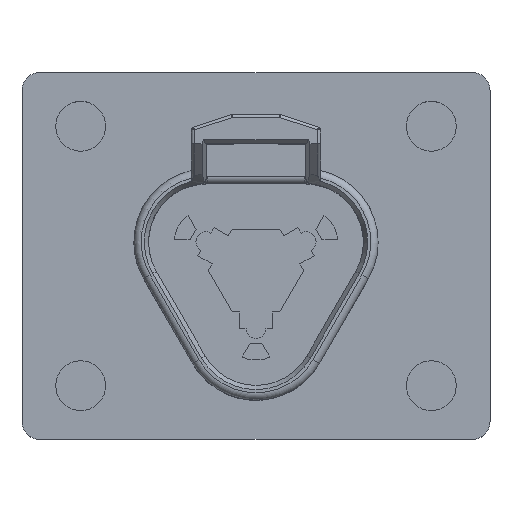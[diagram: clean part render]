
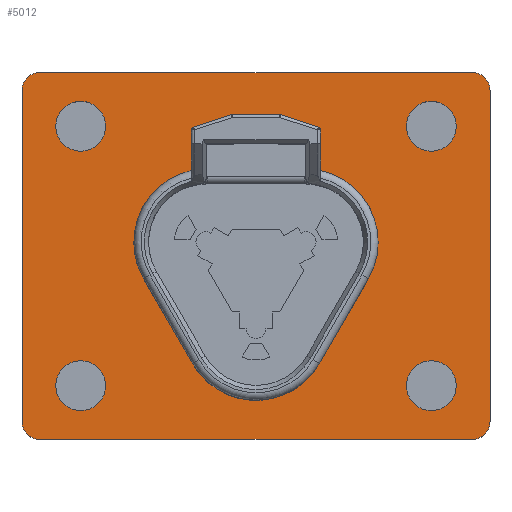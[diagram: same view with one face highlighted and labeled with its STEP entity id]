
A CAD part, top view. The second image highlights one B-rep face of the part: STEP entity #5012.
In plain terms, the highlighted planar face has unit normal (0, 0, 1).
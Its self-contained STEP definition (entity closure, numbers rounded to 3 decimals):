
#1109=DIRECTION('',(-0.5,-0.866,0.));
#1110=VECTOR('',#1109,8.474);
#1111=CARTESIAN_POINT('',(9.174,-0.404,-17.399));
#1112=LINE('',#1111,#1110);
#1118=CARTESIAN_POINT('',(18.733,15.622,-17.399));
#1119=DIRECTION('',(0.,0.,-1.));
#1120=DIRECTION('',(0.,1.,0.));
#1121=AXIS2_PLACEMENT_3D('',#1118,#1119,#1120);
#1123=DIRECTION('',(0.,-1.,0.));
#1124=VECTOR('',#1123,28.702);
#1125=CARTESIAN_POINT('',(20.257,15.622,-17.399));
#1126=LINE('',#1125,#1124);
#1127=CARTESIAN_POINT('',(18.733,-13.08,-17.399));
#1128=DIRECTION('',(0.,0.,-1.));
#1129=DIRECTION('',(1.,0.,0.));
#1130=AXIS2_PLACEMENT_3D('',#1127,#1128,#1129);
#1132=DIRECTION('',(-1.,0.,0.));
#1133=VECTOR('',#1132,37.465);
#1134=CARTESIAN_POINT('',(18.733,-14.604,-17.399));
#1135=LINE('',#1134,#1133);
#1136=CARTESIAN_POINT('',(-18.733,-13.08,-17.399));
#1137=DIRECTION('',(0.,0.,-1.));
#1138=DIRECTION('',(0.,-1.,0.));
#1139=AXIS2_PLACEMENT_3D('',#1136,#1137,#1138);
#1141=DIRECTION('',(0.,1.,0.));
#1142=VECTOR('',#1141,28.702);
#1143=CARTESIAN_POINT('',(-20.257,-13.08,-17.399));
#1144=LINE('',#1143,#1142);
#1145=CARTESIAN_POINT('',(-18.733,15.622,-17.399));
#1146=DIRECTION('',(0.,0.,-1.));
#1147=DIRECTION('',(-1.,0.,0.));
#1148=AXIS2_PLACEMENT_3D('',#1145,#1146,#1147);
#1150=DIRECTION('',(1.,0.,0.));
#1151=VECTOR('',#1150,37.465);
#1152=CARTESIAN_POINT('',(-18.733,17.146,-17.399));
#1153=LINE('',#1152,#1151);
#1154=CARTESIAN_POINT('',(-15.177,12.498,-17.399));
#1155=DIRECTION('',(0.,0.,1.));
#1156=DIRECTION('',(1.,0.,0.));
#1157=AXIS2_PLACEMENT_3D('',#1154,#1155,#1156);
#1159=CARTESIAN_POINT('',(-15.177,12.498,-17.399));
#1160=DIRECTION('',(0.,0.,1.));
#1161=DIRECTION('',(-1.,0.,0.));
#1162=AXIS2_PLACEMENT_3D('',#1159,#1160,#1161);
#1164=CARTESIAN_POINT('',(-15.177,-9.956,-17.399));
#1165=DIRECTION('',(0.,0.,1.));
#1166=DIRECTION('',(1.,0.,0.));
#1167=AXIS2_PLACEMENT_3D('',#1164,#1165,#1166);
#1169=CARTESIAN_POINT('',(-15.177,-9.956,-17.399));
#1170=DIRECTION('',(0.,0.,1.));
#1171=DIRECTION('',(-1.,0.,0.));
#1172=AXIS2_PLACEMENT_3D('',#1169,#1170,#1171);
#1174=CARTESIAN_POINT('',(15.177,-9.956,-17.399));
#1175=DIRECTION('',(0.,0.,1.));
#1176=DIRECTION('',(-1.,0.,0.));
#1177=AXIS2_PLACEMENT_3D('',#1174,#1175,#1176);
#1179=CARTESIAN_POINT('',(15.177,-9.956,-17.399));
#1180=DIRECTION('',(0.,0.,1.));
#1181=DIRECTION('',(1.,0.,0.));
#1182=AXIS2_PLACEMENT_3D('',#1179,#1180,#1181);
#1184=CARTESIAN_POINT('',(15.177,12.498,-17.399));
#1185=DIRECTION('',(0.,0.,1.));
#1186=DIRECTION('',(-1.,0.,0.));
#1187=AXIS2_PLACEMENT_3D('',#1184,#1185,#1186);
#1189=CARTESIAN_POINT('',(15.177,12.498,-17.399));
#1190=DIRECTION('',(0.,0.,1.));
#1191=DIRECTION('',(1.,0.,0.));
#1192=AXIS2_PLACEMENT_3D('',#1189,#1190,#1191);
#1302=DIRECTION('',(0.5,-0.866,0.));
#1303=VECTOR('',#1302,8.474);
#1304=CARTESIAN_POINT('',(-9.724,-0.722,-17.399));
#1305=LINE('',#1304,#1303);
#1396=CARTESIAN_POINT('',(-4.234,2.445,-17.399));
#1397=DIRECTION('',(0.,0.,1.));
#1398=DIRECTION('',(-0.981,-0.192,0.));
#1399=AXIS2_PLACEMENT_3D('',#1396,#1397,#1398);
#1401=DIRECTION('',(-0.866,-0.5,0.));
#1402=VECTOR('',#1401,0.038);
#1403=CARTESIAN_POINT('',(-10.421,1.249,-17.399));
#1404=LINE('',#1403,#1402);
#1414=DIRECTION('',(-0.966,0.259,0.));
#1415=VECTOR('',#1414,0.674);
#1416=CARTESIAN_POINT('',(-9.769,1.074,-17.399));
#1417=LINE('',#1416,#1415);
#1439=CARTESIAN_POINT('',(-4.234,2.445,-17.399));
#1440=DIRECTION('',(0.,0.,1.));
#1441=DIRECTION('',(0.,1.,0.));
#1442=AXIS2_PLACEMENT_3D('',#1439,#1440,#1441);
#1458=DIRECTION('',(1.,0.,0.));
#1459=VECTOR('',#1458,8.468);
#1460=CARTESIAN_POINT('',(-4.234,8.147,-17.399));
#1461=LINE('',#1460,#1459);
#1467=CARTESIAN_POINT('',(4.234,2.445,-17.399));
#1468=DIRECTION('',(0.,0.,1.));
#1469=DIRECTION('',(0.866,-0.5,0.));
#1470=AXIS2_PLACEMENT_3D('',#1467,#1468,#1469);
#1719=DIRECTION('',(0.866,0.5,0.));
#1720=VECTOR('',#1719,0.042);
#1721=CARTESIAN_POINT('',(-4.175,-9.663,-17.399));
#1722=LINE('',#1721,#1720);
#1748=CARTESIAN_POINT('',(0.,-4.896,-17.399));
#1749=DIRECTION('',(0.,0.,1.));
#1750=DIRECTION('',(-0.866,-0.5,0.));
#1751=AXIS2_PLACEMENT_3D('',#1748,#1749,#1750);
#1767=CARTESIAN_POINT('',(0.,-4.896,-17.399));
#1768=DIRECTION('',(0.,0.,1.));
#1769=DIRECTION('',(-0.695,-0.719,0.));
#1770=AXIS2_PLACEMENT_3D('',#1767,#1768,#1769);
#1791=DIRECTION('',(0.259,0.966,0.));
#1792=VECTOR('',#1791,0.671);
#1793=CARTESIAN_POINT('',(-4.138,-9.642,-17.399));
#1794=LINE('',#1793,#1792);
#3237=CARTESIAN_POINT('',(18.733,17.146,-17.399));
#3238=CARTESIAN_POINT('',(20.257,15.622,-17.399));
#3239=VERTEX_POINT('',#3237);
#3240=VERTEX_POINT('',#3238);
#3241=CARTESIAN_POINT('',(20.257,-13.08,-17.399));
#3242=VERTEX_POINT('',#3241);
#3243=CARTESIAN_POINT('',(18.733,-14.604,-17.399));
#3244=VERTEX_POINT('',#3243);
#3245=CARTESIAN_POINT('',(-18.733,-14.604,-17.399));
#3246=VERTEX_POINT('',#3245);
#3247=CARTESIAN_POINT('',(-20.257,-13.08,-17.399));
#3248=VERTEX_POINT('',#3247);
#3249=CARTESIAN_POINT('',(-20.257,15.622,-17.399));
#3250=VERTEX_POINT('',#3249);
#3251=CARTESIAN_POINT('',(-18.733,17.146,-17.399));
#3252=VERTEX_POINT('',#3251);
#3269=CARTESIAN_POINT('',(-9.724,-0.722,-17.399));
#3270=CARTESIAN_POINT('',(-5.49,-8.062,-17.399));
#3271=VERTEX_POINT('',#3269);
#3272=VERTEX_POINT('',#3270);
#3293=CARTESIAN_POINT('',(-4.175,-9.663,-17.399));
#3294=CARTESIAN_POINT('',(-4.138,-9.642,-17.399));
#3295=VERTEX_POINT('',#3293);
#3296=VERTEX_POINT('',#3294);
#3299=CARTESIAN_POINT('',(-3.965,-8.994,-17.399));
#3300=VERTEX_POINT('',#3299);
#3305=CARTESIAN_POINT('',(-9.769,1.074,-17.399));
#3306=CARTESIAN_POINT('',(-10.421,1.249,-17.399));
#3307=VERTEX_POINT('',#3305);
#3308=VERTEX_POINT('',#3306);
#3311=CARTESIAN_POINT('',(-10.454,1.23,-17.399));
#3312=VERTEX_POINT('',#3311);
#3313=CARTESIAN_POINT('',(4.939,-7.745,-17.399));
#3314=VERTEX_POINT('',#3313);
#3315=CARTESIAN_POINT('',(9.174,-0.404,-17.399));
#3316=VERTEX_POINT('',#3315);
#3317=CARTESIAN_POINT('',(4.234,8.147,-17.399));
#3318=VERTEX_POINT('',#3317);
#3319=CARTESIAN_POINT('',(-4.234,8.147,-17.399));
#3320=VERTEX_POINT('',#3319);
#3369=CARTESIAN_POINT('',(-13.018,12.498,-17.399));
#3370=CARTESIAN_POINT('',(-17.336,12.498,-17.399));
#3371=VERTEX_POINT('',#3369);
#3372=VERTEX_POINT('',#3370);
#3373=CARTESIAN_POINT('',(-13.018,-9.956,-17.399));
#3374=CARTESIAN_POINT('',(-17.336,-9.956,-17.399));
#3375=VERTEX_POINT('',#3373);
#3376=VERTEX_POINT('',#3374);
#3377=CARTESIAN_POINT('',(13.018,-9.956,-17.399));
#3378=CARTESIAN_POINT('',(17.336,-9.956,-17.399));
#3379=VERTEX_POINT('',#3377);
#3380=VERTEX_POINT('',#3378);
#3381=CARTESIAN_POINT('',(13.018,12.498,-17.399));
#3382=CARTESIAN_POINT('',(17.336,12.498,-17.399));
#3383=VERTEX_POINT('',#3381);
#3384=VERTEX_POINT('',#3382);
#4940=CARTESIAN_POINT('',(0.,0.,-17.399));
#4941=DIRECTION('',(0.,0.,1.));
#4942=DIRECTION('',(1.,0.,0.));
#4943=AXIS2_PLACEMENT_3D('',#4940,#4941,#4942);
#4944=PLANE('',#4943);
#4946=ORIENTED_EDGE('',*,*,#4945,.T.);
#4948=ORIENTED_EDGE('',*,*,#4947,.T.);
#4950=ORIENTED_EDGE('',*,*,#4949,.T.);
#4952=ORIENTED_EDGE('',*,*,#4951,.T.);
#4954=ORIENTED_EDGE('',*,*,#4953,.T.);
#4956=ORIENTED_EDGE('',*,*,#4955,.T.);
#4958=ORIENTED_EDGE('',*,*,#4957,.T.);
#4960=ORIENTED_EDGE('',*,*,#4959,.T.);
#4961=EDGE_LOOP('',(#4946,#4948,#4950,#4952,#4954,#4956,#4958,#4960));
#4962=FACE_OUTER_BOUND('',#4961,.F.);
#4964=ORIENTED_EDGE('',*,*,#4963,.T.);
#4966=ORIENTED_EDGE('',*,*,#4965,.T.);
#4968=ORIENTED_EDGE('',*,*,#4967,.T.);
#4970=ORIENTED_EDGE('',*,*,#4969,.T.);
#4972=ORIENTED_EDGE('',*,*,#4971,.T.);
#4974=ORIENTED_EDGE('',*,*,#4973,.T.);
#4975=ORIENTED_EDGE('',*,*,#4930,.F.);
#4977=ORIENTED_EDGE('',*,*,#4976,.T.);
#4979=ORIENTED_EDGE('',*,*,#4978,.F.);
#4981=ORIENTED_EDGE('',*,*,#4980,.T.);
#4983=ORIENTED_EDGE('',*,*,#4982,.T.);
#4985=ORIENTED_EDGE('',*,*,#4984,.T.);
#4986=EDGE_LOOP('',(#4964,#4966,#4968,#4970,#4972,#4974,#4975,#4977,#4979,#4981,
#4983,#4985));
#4987=FACE_BOUND('',#4986,.F.);
#4989=ORIENTED_EDGE('',*,*,#4988,.T.);
#4991=ORIENTED_EDGE('',*,*,#4990,.T.);
#4992=EDGE_LOOP('',(#4989,#4991));
#4993=FACE_BOUND('',#4992,.F.);
#4995=ORIENTED_EDGE('',*,*,#4994,.T.);
#4997=ORIENTED_EDGE('',*,*,#4996,.T.);
#4998=EDGE_LOOP('',(#4995,#4997));
#4999=FACE_BOUND('',#4998,.F.);
#5001=ORIENTED_EDGE('',*,*,#5000,.T.);
#5003=ORIENTED_EDGE('',*,*,#5002,.T.);
#5004=EDGE_LOOP('',(#5001,#5003));
#5005=FACE_BOUND('',#5004,.F.);
#5007=ORIENTED_EDGE('',*,*,#5006,.T.);
#5009=ORIENTED_EDGE('',*,*,#5008,.T.);
#5010=EDGE_LOOP('',(#5007,#5009));
#5011=FACE_BOUND('',#5010,.F.);
#1122=CIRCLE('',#1121,1.524);
#1131=CIRCLE('',#1130,1.524);
#1140=CIRCLE('',#1139,1.524);
#1149=CIRCLE('',#1148,1.524);
#1158=CIRCLE('',#1157,2.159);
#1163=CIRCLE('',#1162,2.159);
#1168=CIRCLE('',#1167,2.159);
#1173=CIRCLE('',#1172,2.159);
#1178=CIRCLE('',#1177,2.159);
#1183=CIRCLE('',#1182,2.159);
#1188=CIRCLE('',#1187,2.159);
#1193=CIRCLE('',#1192,2.159);
#1400=CIRCLE('',#1399,6.337);
#1443=CIRCLE('',#1442,5.702);
#1471=CIRCLE('',#1470,5.702);
#1752=CIRCLE('',#1751,6.337);
#1771=CIRCLE('',#1770,5.702);
#4930=EDGE_CURVE('',#3316,#3314,#1112,.T.);
#4945=EDGE_CURVE('',#3239,#3240,#1122,.T.);
#4947=EDGE_CURVE('',#3240,#3242,#1126,.T.);
#4949=EDGE_CURVE('',#3242,#3244,#1131,.T.);
#4951=EDGE_CURVE('',#3244,#3246,#1135,.T.);
#4953=EDGE_CURVE('',#3246,#3248,#1140,.T.);
#4955=EDGE_CURVE('',#3248,#3250,#1144,.T.);
#4957=EDGE_CURVE('',#3250,#3252,#1149,.T.);
#4959=EDGE_CURVE('',#3252,#3239,#1153,.T.);
#4963=EDGE_CURVE('',#3312,#3271,#1400,.T.);
#4965=EDGE_CURVE('',#3271,#3272,#1305,.T.);
#4967=EDGE_CURVE('',#3272,#3295,#1752,.T.);
#4969=EDGE_CURVE('',#3295,#3296,#1722,.T.);
#4971=EDGE_CURVE('',#3296,#3300,#1794,.T.);
#4973=EDGE_CURVE('',#3300,#3314,#1771,.T.);
#4976=EDGE_CURVE('',#3316,#3318,#1471,.T.);
#4978=EDGE_CURVE('',#3320,#3318,#1461,.T.);
#4980=EDGE_CURVE('',#3320,#3307,#1443,.T.);
#4982=EDGE_CURVE('',#3307,#3308,#1417,.T.);
#4984=EDGE_CURVE('',#3308,#3312,#1404,.T.);
#4988=EDGE_CURVE('',#3371,#3372,#1158,.T.);
#4990=EDGE_CURVE('',#3372,#3371,#1163,.T.);
#4994=EDGE_CURVE('',#3375,#3376,#1168,.T.);
#4996=EDGE_CURVE('',#3376,#3375,#1173,.T.);
#5000=EDGE_CURVE('',#3379,#3380,#1178,.T.);
#5002=EDGE_CURVE('',#3380,#3379,#1183,.T.);
#5006=EDGE_CURVE('',#3383,#3384,#1188,.T.);
#5008=EDGE_CURVE('',#3384,#3383,#1193,.T.);
#5012=ADVANCED_FACE('',(#4962,#4987,#4993,#4999,#5005,#5011),#4944,.T.);
